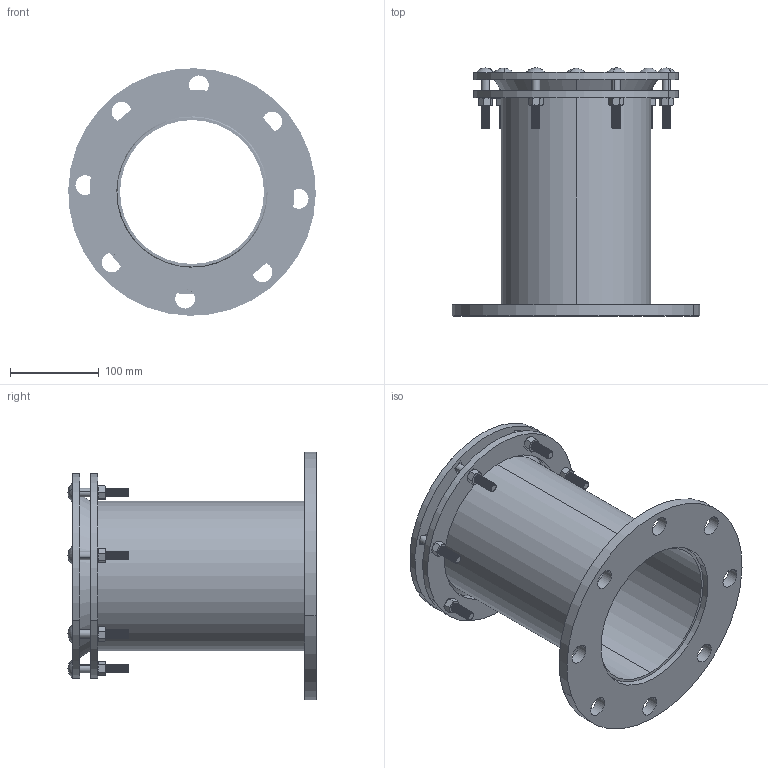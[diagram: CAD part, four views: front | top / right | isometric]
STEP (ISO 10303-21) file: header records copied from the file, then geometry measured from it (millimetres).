
FILE_DESCRIPTION (( 'STEP AP214' ), '1' );
FILE_NAME ('1035-06I.STEP', '2021-02-12T19:39:52', ( '' ), ( '' ), 'SwSTEP 2.0', 'SolidWorks 2021', '' );
FILE_SCHEMA (( 'AUTOMOTIVE_DESIGN' ));
Length unit declared in the file: inch
Products named in the file (7): Coupler Rings_1033-IW0600; 1035-06I; 1035_1035-06I; 21867; 1020-06I; Coupler Rings_1031-IL0600; 36306
Assembly tree (18 placements, depth 2):
  1035-06I
    1035_1035-06I
    Coupler Rings_1031-IL0600
    Coupler Rings_1033-IW0600
    1020-06I
    36306  x7
    21867  x7
Bounding box: 279.34 x 279.92 x 279.34 mm (x, y, z)
Volume: 1228447.8 mm3; surface area: 515105.6 mm2
Topology: 25 solids, 25 shells, 1094 faces, 2729 edges, 1699 vertices
Faces by surface type: cylinder 578, cone 228, plane 211, sphere 56, bspline 21
Entity records: 15596 total; most frequent: CARTESIAN_POINT 9546, ORIENTED_EDGE 1246, DIRECTION 1098, EDGE_CURVE 623, VERTEX_POINT 397, AXIS2_PLACEMENT_3D 387, VECTOR 324, LINE 324
